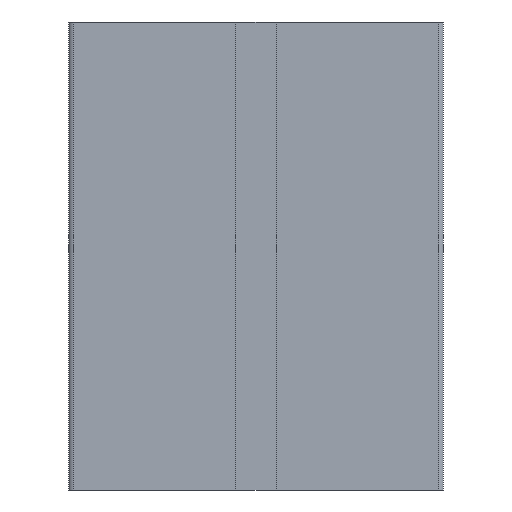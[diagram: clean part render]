
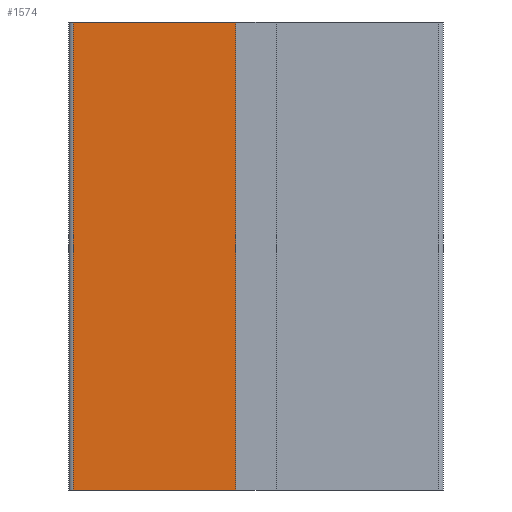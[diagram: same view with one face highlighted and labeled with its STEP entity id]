
A CAD part, front view. The second image highlights one B-rep face of the part: STEP entity #1574.
In plain terms, the highlighted planar face has unit normal (0, -1, 0).
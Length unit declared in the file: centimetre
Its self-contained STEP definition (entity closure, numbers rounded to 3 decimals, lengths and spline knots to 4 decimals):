
#37=PLANE('',#1659);
#130=VECTOR('',#1764,1.);
#189=VECTOR('',#1836,1.);
#190=VECTOR('',#1838,1.);
#191=VECTOR('',#1839,1.);
#350=LINE('',#2102,#130);
#409=LINE('',#2228,#189);
#410=LINE('',#2230,#190);
#411=LINE('',#2232,#191);
#571=VERTEX_POINT('',#2101);
#572=VERTEX_POINT('',#2103);
#630=VERTEX_POINT('',#2225);
#632=VERTEX_POINT('',#2231);
#733=EDGE_CURVE('',#571,#572,#350,.T.);
#796=EDGE_CURVE('',#572,#630,#409,.T.);
#797=EDGE_CURVE('',#571,#632,#410,.T.);
#798=EDGE_CURVE('',#632,#630,#411,.T.);
#1032=ORIENTED_EDGE('',*,*,#796,.F.);
#1033=ORIENTED_EDGE('',*,*,#733,.F.);
#1034=ORIENTED_EDGE('',*,*,#797,.T.);
#1035=ORIENTED_EDGE('',*,*,#798,.T.);
#1403=EDGE_LOOP('',(#1032,#1033,#1034,#1035));
#1491=FACE_BOUND('',#1403,.T.);
#1574=ADVANCED_FACE('',(#1491),#37,.T.);
#1659=AXIS2_PLACEMENT_3D('',#2229,#1837,$);
#1764=DIRECTION('',(-1.,0.,0.));
#1836=DIRECTION('',(0.,0.,1.));
#1837=DIRECTION('',(0.,-1.,0.));
#1838=DIRECTION('',(0.,0.,1.));
#1839=DIRECTION('',(-1.,0.,0.));
#2101=CARTESIAN_POINT('',(-0.215,-2.,0.));
#2102=CARTESIAN_POINT('',(-0.215,-2.,0.));
#2103=CARTESIAN_POINT('',(-1.95,-2.,0.));
#2225=CARTESIAN_POINT('',(-1.95,-2.,5.));
#2228=CARTESIAN_POINT('',(-1.95,-2.,0.));
#2229=CARTESIAN_POINT('',(-1.1075,-2.,0.));
#2230=CARTESIAN_POINT('',(-0.215,-2.,0.));
#2231=CARTESIAN_POINT('',(-0.215,-2.,5.));
#2232=CARTESIAN_POINT('',(-0.215,-2.,5.));
